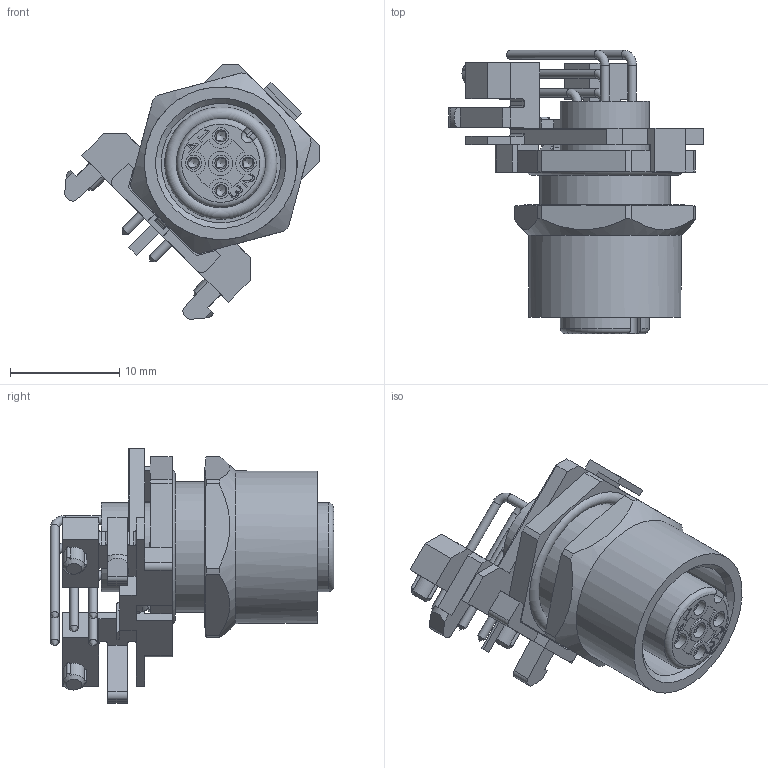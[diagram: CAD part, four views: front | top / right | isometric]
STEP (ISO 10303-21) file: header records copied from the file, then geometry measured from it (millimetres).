
FILE_DESCRIPTION(/* description */ (''),/* implementation_level */ '2;1');
FILE_NAME(/* name */ '43-01199 _43K1A511.stp',/* time_stamp */ '2016-02-20T16:26:44+01:00',/* author */ ('Bodos'),/* organization */ (''),/* preprocessor_version */ 'ST-DEVELOPER v15.6',/* originating_system */ 'Autodesk Inventor 2015',/* authorisation */ '');
FILE_SCHEMA (('AUTOMOTIVE_DESIGN { 1 0 10303 214 3 1 1 }'));
Length unit declared in the file: centimetre
Products named in the file (1): 43K1A511
Bounding box: 23.31 x 25.96 x 23.31 mm (x, y, z)
Volume: 30.6 mm3; surface area: 4322.2 mm2
Topology: 2 solids, 6 shells, 467 faces, 1225 edges, 757 vertices
Faces by surface type: plane 236, cylinder 126, bspline 55, torus 26, cone 24
Full cylindrical faces by diameter (mm): 0.8 x8, 1.1 x5, 1.5 x5, 1.6 x5, 1.7 x5, 2.2 x1, 8.15 x2, 8.2 x3, 8.5 x2, 10 x2, 10.92 x1, 12 x2, 14 x1
Entity records: 14464 total; most frequent: CARTESIAN_POINT 3383, ORIENTED_EDGE 2168, DIRECTION 2097, EDGE_CURVE 1079, AXIS2_PLACEMENT_3D 725, VERTEX_POINT 716, LINE 647, VECTOR 647
